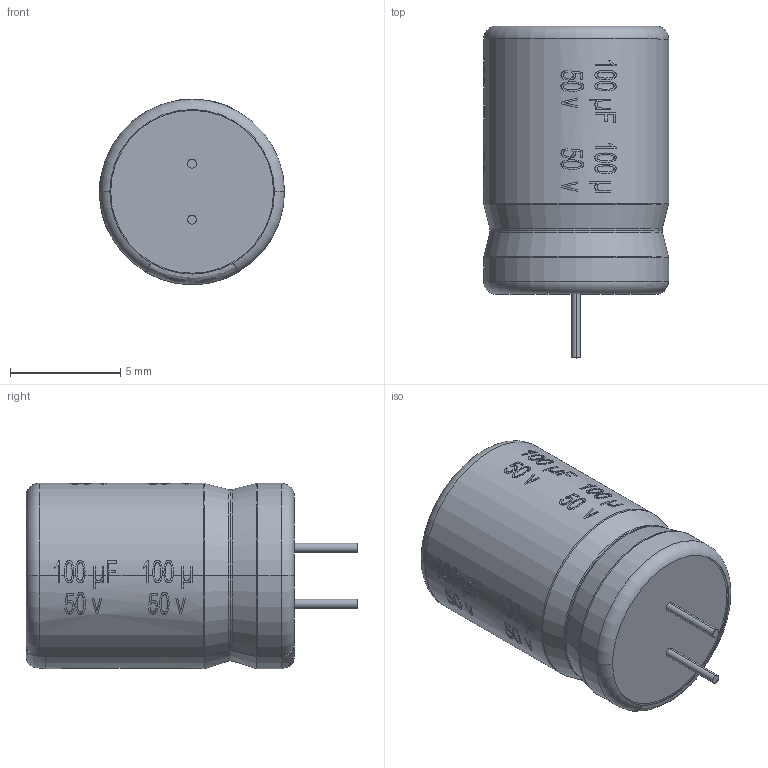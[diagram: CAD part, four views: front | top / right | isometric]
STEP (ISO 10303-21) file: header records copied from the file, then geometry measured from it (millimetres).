
FILE_DESCRIPTION (( 'STEP AP214' ), '1' );
FILE_NAME ('User Library-Capacitor 100uF 50V 12x8mm.STEP', '2018-01-04T00:06:30', ( '' ), ( '' ), 'SwSTEP 2.0', 'SolidWorks 2018', '' );
FILE_SCHEMA (( 'AUTOMOTIVE_DESIGN' ));
Length unit declared in the file: millimetre
Products named in the file (3): User Library-Capacitor 100uF 50V 12x8mm_100uF_cover; User Library-Capacitor 100uF 50V 12x8mm_100uF_body; User Library-Capacitor 100uF 50V 12x8mm
Assembly tree (2 placements, depth 2):
  User Library-Capacitor 100uF 50V 12x8mm
    User Library-Capacitor 100uF 50V 12x8mm_100uF_body
    User Library-Capacitor 100uF 50V 12x8mm_100uF_cover
Bounding box: 8.41 x 15.07 x 8.44 mm (x, y, z)
Volume: 649.2 mm3; surface area: 1050.7 mm2
Topology: 2 solids, 2 shells, 515 faces, 1338 edges, 864 vertices
Faces by surface type: bspline 218, plane 152, cylinder 76, torus 48, cone 21
Entity records: 37003 total; most frequent: CARTESIAN_POINT 21027, ORIENTED_EDGE 2676, DIRECTION 1493, EDGE_CURVE 1338, VERTEX_POINT 864, B_SPLINE_CURVE_WITH_KNOTS 736, AXIS2_PLACEMENT_3D 593, EDGE_LOOP 554
